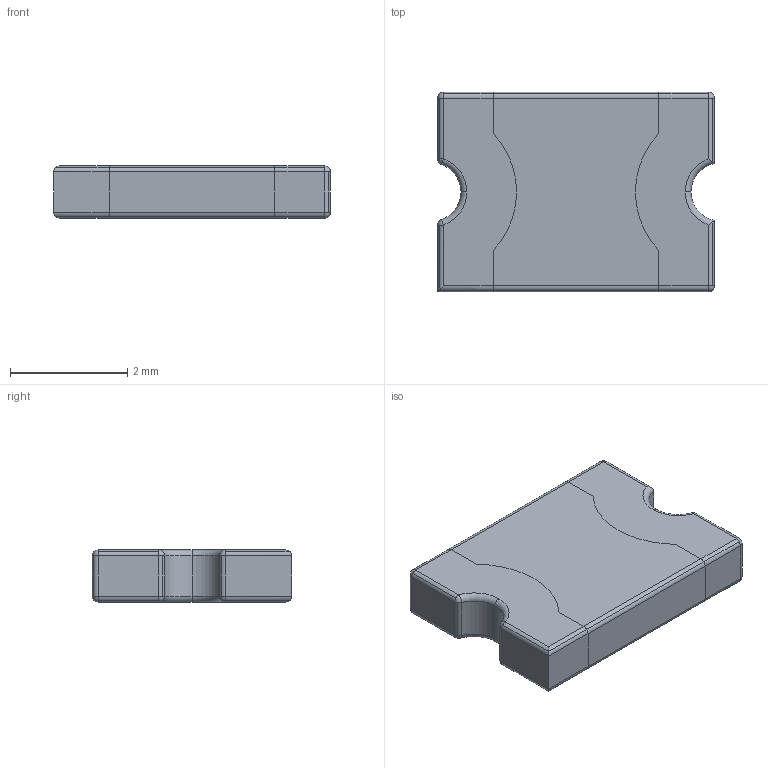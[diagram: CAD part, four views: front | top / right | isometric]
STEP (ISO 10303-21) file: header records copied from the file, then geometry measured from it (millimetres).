
FILE_DESCRIPTION((''),'2;1');
FILE_NAME('FUSRC4632X90N.stp','2009-09-01T12:30:55',(''),(''),'Mechanical Desktop 2006','Mechanical Desktop 2006',', , ');
FILE_SCHEMA(('AUTOMOTIVE_DESIGN { 1 2 10303 214 0 1 1 1 }'));
Length unit declared in the file: millimetre
Products named in the file (1): Product
Bounding box: 4.73 x 3.41 x 0.89 mm (x, y, z)
Volume: 13.8 mm3; surface area: 57.5 mm2
Topology: 3 solids, 3 shells, 104 faces, 262 edges, 154 vertices
Faces by surface type: cylinder 62, plane 24, sphere 10, torus 8
Entity records: 3146 total; most frequent: DIRECTION 582, CARTESIAN_POINT 575, ORIENTED_EDGE 504, EDGE_CURVE 252, AXIS2_PLACEMENT_3D 233, VERTEX_POINT 154, CIRCLE 124, VECTOR 116
